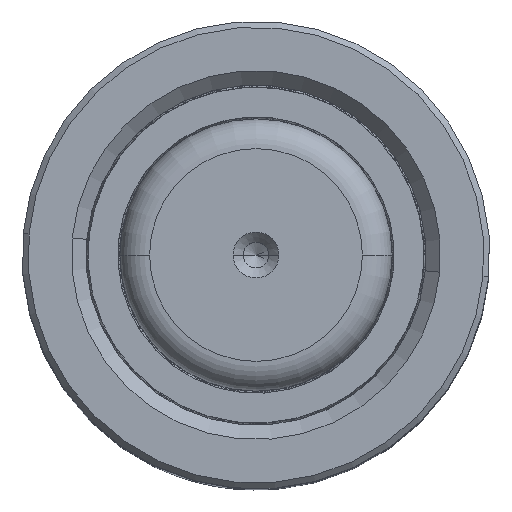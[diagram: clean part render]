
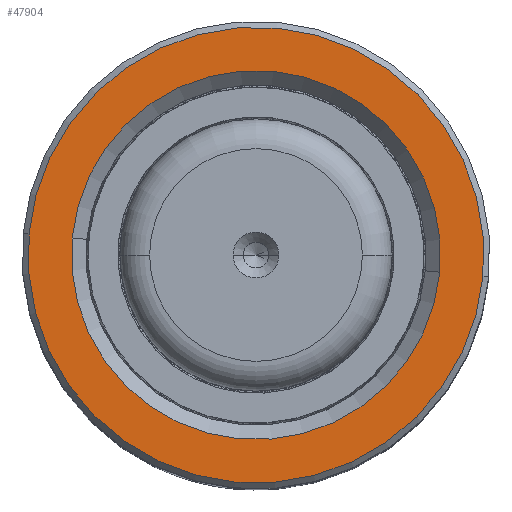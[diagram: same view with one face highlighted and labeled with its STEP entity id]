
A CAD part, top view. The second image highlights one B-rep face of the part: STEP entity #47904.
In plain terms, the highlighted planar face has unit normal (0, 0, 1).
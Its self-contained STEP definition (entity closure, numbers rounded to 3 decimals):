
#585 = AXIS2_PLACEMENT_3D ( 'NONE', #37436, #56093, #29167 ) ;
#3670 = DIRECTION ( 'NONE',  ( 0., 0., 1. ) ) ;
#4208 = EDGE_LOOP ( 'NONE', ( #43690, #17851 ) ) ;
#6416 = EDGE_CURVE ( 'NONE', #15315, #36505, #57195, .T. ) ;
#6834 = AXIS2_PLACEMENT_3D ( 'NONE', #55328, #3670, #8563 ) ;
#8563 = DIRECTION ( 'NONE',  ( 1., 0., 0. ) ) ;
#9299 = DIRECTION ( 'NONE',  ( 1., 0., 0. ) ) ;
#10091 = DIRECTION ( 'NONE',  ( 0., 0., 1. ) ) ;
#12664 = CARTESIAN_POINT ( 'NONE',  ( 21.7, 0., 90. ) ) ;
#13888 = DIRECTION ( 'NONE',  ( 0., 0., -1. ) ) ;
#15195 = CARTESIAN_POINT ( 'NONE',  ( 0., 0., 90. ) ) ;
#15315 = VERTEX_POINT ( 'NONE', #41479 ) ;
#15489 = FACE_OUTER_BOUND ( 'NONE', #4208, .T. ) ;
#17148 = EDGE_CURVE ( 'NONE', #55931, #43991, #50759, .T. ) ;
#17851 = ORIENTED_EDGE ( 'NONE', *, *, #17148, .T. ) ;
#21352 = EDGE_CURVE ( 'NONE', #43991, #55931, #33330, .T. ) ;
#23949 = CARTESIAN_POINT ( 'NONE',  ( 0., 0., 90. ) ) ;
#25638 = CIRCLE ( 'NONE', #30508, 21.7 ) ;
#28340 = FACE_BOUND ( 'NONE', #54735, .T. ) ;
#29167 = DIRECTION ( 'NONE',  ( 1., 0., 0. ) ) ;
#29327 = AXIS2_PLACEMENT_3D ( 'NONE', #15195, #56447, #52789 ) ;
#30508 = AXIS2_PLACEMENT_3D ( 'NONE', #23949, #13888, #9299 ) ;
#33330 = CIRCLE ( 'NONE', #44118, 26.8 ) ;
#36505 = VERTEX_POINT ( 'NONE', #12664 ) ;
#37436 = CARTESIAN_POINT ( 'NONE',  ( 0., 0., 90. ) ) ;
#37441 = CARTESIAN_POINT ( 'NONE',  ( -26.8, 0., 90. ) ) ;
#38457 = EDGE_CURVE ( 'NONE', #36505, #15315, #25638, .T. ) ;
#41479 = CARTESIAN_POINT ( 'NONE',  ( -21.7, 0., 90. ) ) ;
#43690 = ORIENTED_EDGE ( 'NONE', *, *, #21352, .T. ) ;
#43991 = VERTEX_POINT ( 'NONE', #37441 ) ;
#44118 = AXIS2_PLACEMENT_3D ( 'NONE', #45384, #10091, #46783 ) ;
#45384 = CARTESIAN_POINT ( 'NONE',  ( 0., 0., 90. ) ) ;
#46783 = DIRECTION ( 'NONE',  ( 1., 0., 0. ) ) ;
#47904 = ADVANCED_FACE ( 'NONE', ( #15489, #28340 ), #51868, .T. ) ;
#48888 = ORIENTED_EDGE ( 'NONE', *, *, #38457, .T. ) ;
#49203 = ORIENTED_EDGE ( 'NONE', *, *, #6416, .T. ) ;
#50759 = CIRCLE ( 'NONE', #6834, 26.8 ) ;
#51868 = PLANE ( 'NONE',  #29327 ) ;
#52789 = DIRECTION ( 'NONE',  ( 1., 0., 0. ) ) ;
#54735 = EDGE_LOOP ( 'NONE', ( #48888, #49203 ) ) ;
#54799 = CARTESIAN_POINT ( 'NONE',  ( 26.8, 0., 90. ) ) ;
#55328 = CARTESIAN_POINT ( 'NONE',  ( 0., 0., 90. ) ) ;
#55931 = VERTEX_POINT ( 'NONE', #54799 ) ;
#56093 = DIRECTION ( 'NONE',  ( 0., 0., -1. ) ) ;
#56447 = DIRECTION ( 'NONE',  ( 0., 0., 1. ) ) ;
#57195 = CIRCLE ( 'NONE', #585, 21.7 ) ;
